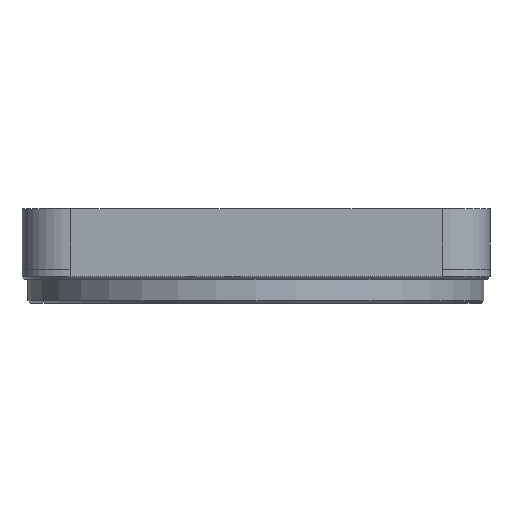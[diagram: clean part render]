
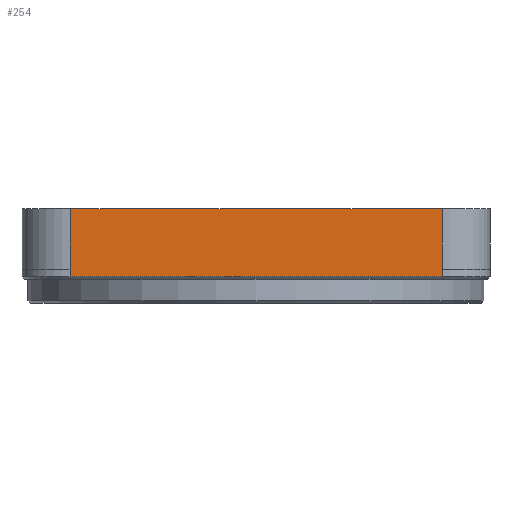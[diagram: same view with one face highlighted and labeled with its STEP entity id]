
A CAD part, front view. The second image highlights one B-rep face of the part: STEP entity #254.
In plain terms, the highlighted planar face has unit normal (0, -1, 0).
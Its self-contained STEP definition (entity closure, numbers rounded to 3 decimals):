
#85 = LINE ( 'NONE', #3412, #1301 ) ;
#139 = LINE ( 'NONE', #5086, #10686 ) ;
#157 = ORIENTED_EDGE ( 'NONE', *, *, #8794, .T. ) ;
#181 = CARTESIAN_POINT ( 'NONE',  ( 35., 0., 0. ) ) ;
#254 = ADVANCED_FACE ( 'NONE', ( #6404 ), #10610, .F. ) ;
#531 = EDGE_LOOP ( 'NONE', ( #1845, #8227, #157, #10664, #9644, #7704 ) ) ;
#1029 = CARTESIAN_POINT ( 'NONE',  ( 4., 0., -0.64 ) ) ;
#1301 = VECTOR ( 'NONE', #10149, 1000. ) ;
#1581 = EDGE_CURVE ( 'NONE', #2046, #10033, #9296, .T. ) ;
#1659 = VECTOR ( 'NONE', #3439, 1000. ) ;
#1845 = ORIENTED_EDGE ( 'NONE', *, *, #8385, .T. ) ;
#1955 = EDGE_CURVE ( 'NONE', #9054, #8284, #2721, .T. ) ;
#2046 = VERTEX_POINT ( 'NONE', #1029 ) ;
#2358 = DIRECTION ( 'NONE',  ( 0., 0., 1. ) ) ;
#2536 = LINE ( 'NONE', #2591, #3894 ) ;
#2591 = CARTESIAN_POINT ( 'NONE',  ( 35., 0., 8. ) ) ;
#2631 = CARTESIAN_POINT ( 'NONE',  ( 35., 0., 8. ) ) ;
#2719 = EDGE_CURVE ( 'NONE', #3573, #8834, #2536, .T. ) ;
#2721 = LINE ( 'NONE', #7594, #9863 ) ;
#3412 = CARTESIAN_POINT ( 'NONE',  ( 4., 0., 8. ) ) ;
#3439 = DIRECTION ( 'NONE',  ( 0., 0., 1. ) ) ;
#3573 = VERTEX_POINT ( 'NONE', #181 ) ;
#3894 = VECTOR ( 'NONE', #5938, 1000. ) ;
#5086 = CARTESIAN_POINT ( 'NONE',  ( 0., 0., 5.05 ) ) ;
#5610 = LINE ( 'NONE', #2631, #1659 ) ;
#5938 = DIRECTION ( 'NONE',  ( 0., 0., 1. ) ) ;
#6134 = CARTESIAN_POINT ( 'NONE',  ( 4., 0., 5.05 ) ) ;
#6209 = CARTESIAN_POINT ( 'NONE',  ( 35., 0., -0.64 ) ) ;
#6404 = FACE_OUTER_BOUND ( 'NONE', #531, .T. ) ;
#6426 = CARTESIAN_POINT ( 'NONE',  ( 35., 0., 5.05 ) ) ;
#6442 = CARTESIAN_POINT ( 'NONE',  ( 4., 0., 0. ) ) ;
#6820 = DIRECTION ( 'NONE',  ( 0., 0., -1. ) ) ;
#6848 = AXIS2_PLACEMENT_3D ( 'NONE', #8803, #9791, #2358 ) ;
#7594 = CARTESIAN_POINT ( 'NONE',  ( 4., 0., 8. ) ) ;
#7642 = DIRECTION ( 'NONE',  ( 1., 0., 0. ) ) ;
#7704 = ORIENTED_EDGE ( 'NONE', *, *, #1955, .T. ) ;
#7767 = VECTOR ( 'NONE', #9599, 1000. ) ;
#7854 = CARTESIAN_POINT ( 'NONE',  ( 35., 0., -0.64 ) ) ;
#8227 = ORIENTED_EDGE ( 'NONE', *, *, #1581, .T. ) ;
#8284 = VERTEX_POINT ( 'NONE', #6442 ) ;
#8339 = EDGE_CURVE ( 'NONE', #9054, #8834, #139, .T. ) ;
#8385 = EDGE_CURVE ( 'NONE', #8284, #2046, #85, .T. ) ;
#8794 = EDGE_CURVE ( 'NONE', #10033, #3573, #5610, .T. ) ;
#8803 = CARTESIAN_POINT ( 'NONE',  ( 0., 0., 8. ) ) ;
#8834 = VERTEX_POINT ( 'NONE', #6426 ) ;
#9054 = VERTEX_POINT ( 'NONE', #6134 ) ;
#9296 = LINE ( 'NONE', #7854, #7767 ) ;
#9599 = DIRECTION ( 'NONE',  ( 1., 0., 0. ) ) ;
#9644 = ORIENTED_EDGE ( 'NONE', *, *, #8339, .F. ) ;
#9791 = DIRECTION ( 'NONE',  ( 0., 1., 0. ) ) ;
#9863 = VECTOR ( 'NONE', #6820, 1000. ) ;
#10033 = VERTEX_POINT ( 'NONE', #6209 ) ;
#10149 = DIRECTION ( 'NONE',  ( 0., 0., -1. ) ) ;
#10610 = PLANE ( 'NONE',  #6848 ) ;
#10664 = ORIENTED_EDGE ( 'NONE', *, *, #2719, .T. ) ;
#10686 = VECTOR ( 'NONE', #7642, 1000. ) ;
